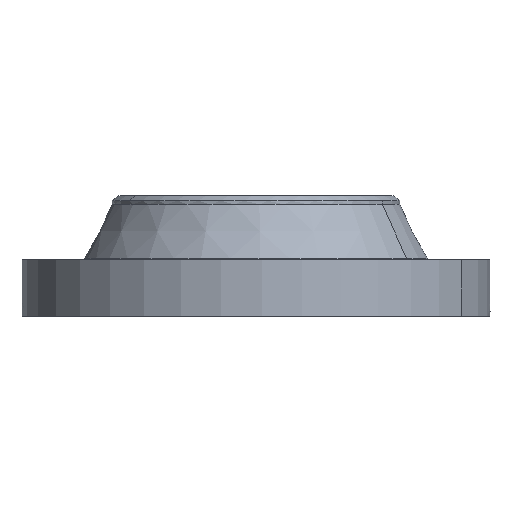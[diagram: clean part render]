
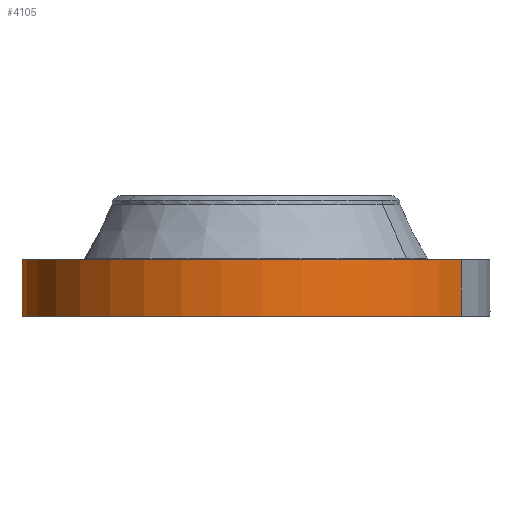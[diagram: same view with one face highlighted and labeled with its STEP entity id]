
A CAD part, left-side view. The second image highlights one B-rep face of the part: STEP entity #4105.
In plain terms, the highlighted cylindrical face has radius 371.475 mm (diameter 742.95 mm), a partial arc.
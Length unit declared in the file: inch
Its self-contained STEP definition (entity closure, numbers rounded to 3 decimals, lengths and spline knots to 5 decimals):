
#2927=AXIS2_PLACEMENT_3D('Circle Axis2P3D',#2925,#2926,$) ;
#3991=AXIS2_PLACEMENT_3D('Cylinder Axis2P3D',#3988,#3989,#3990) ;
#3995=AXIS2_PLACEMENT_3D('Circle Axis2P3D',#3993,#3994,$) ;
#2920=CARTESIAN_POINT('Vertex',(7.0116,12.83464,3.562)) ;
#2922=CARTESIAN_POINT('Vertex',(-7.0116,-12.83464,3.562)) ;
#2925=CARTESIAN_POINT('Axis2P3D Location',(0.,0.,3.562)) ;
#3988=CARTESIAN_POINT('Axis2P3D Location',(0.,0.,3.781)) ;
#3993=CARTESIAN_POINT('Axis2P3D Location',(0.,0.,0.)) ;
#3997=CARTESIAN_POINT('Vertex',(-7.0116,-12.83464,0.)) ;
#3999=CARTESIAN_POINT('Vertex',(7.0116,12.83464,0.)) ;
#4002=CARTESIAN_POINT('Line Origine',(-7.0116,-12.83464,1.781)) ;
#4007=CARTESIAN_POINT('Line Origine',(7.0116,12.83464,1.781)) ;
#4019=CARTESIAN_POINT('Control Point',(-0.00072,14.625,1.10412)) ;
#4020=CARTESIAN_POINT('Control Point',(-0.01902,14.625,1.10408)) ;
#4021=CARTESIAN_POINT('Control Point',(-0.03732,14.62496,1.10262)) ;
#4022=CARTESIAN_POINT('Control Point',(-0.0554,14.6249,1.09976)) ;
#4023=CARTESIAN_POINT('Vertex',(-0.00072,14.625,1.10412)) ;
#4025=CARTESIAN_POINT('Vertex',(-0.05539,14.6249,1.09976)) ;
#4029=CARTESIAN_POINT('Control Point',(-0.05539,14.6249,1.09976)) ;
#4030=CARTESIAN_POINT('Control Point',(-0.09579,14.62474,1.09532)) ;
#4031=CARTESIAN_POINT('Control Point',(-0.13555,14.62442,1.08353)) ;
#4032=CARTESIAN_POINT('Control Point',(-0.17216,14.62399,1.06517)) ;
#4033=CARTESIAN_POINT('Vertex',(-0.17216,14.62399,1.06517)) ;
#4037=CARTESIAN_POINT('Control Point',(-0.03097,14.62497,0.34119)) ;
#4038=CARTESIAN_POINT('Control Point',(-0.0961,14.62483,0.34943)) ;
#4039=CARTESIAN_POINT('Control Point',(-0.15917,14.62433,0.37129)) ;
#4040=CARTESIAN_POINT('Control Point',(-0.21622,14.62353,0.4061)) ;
#4041=CARTESIAN_POINT('Control Point',(-0.28857,14.62222,0.47419)) ;
#4042=CARTESIAN_POINT('Control Point',(-0.33612,14.62115,0.55864)) ;
#4043=CARTESIAN_POINT('Control Point',(-0.34916,14.62084,0.5887)) ;
#4044=CARTESIAN_POINT('Control Point',(-0.37137,14.62029,0.65895)) ;
#4045=CARTESIAN_POINT('Control Point',(-0.37685,14.62014,0.73213)) ;
#4046=CARTESIAN_POINT('Control Point',(-0.37459,14.6202,0.77295)) ;
#4047=CARTESIAN_POINT('Control Point',(-0.3562,14.62068,0.87068)) ;
#4048=CARTESIAN_POINT('Control Point',(-0.3079,14.6218,0.95787)) ;
#4049=CARTESIAN_POINT('Control Point',(-0.26966,14.62261,1.00315)) ;
#4050=CARTESIAN_POINT('Control Point',(-0.22344,14.62338,1.03946)) ;
#4051=CARTESIAN_POINT('Control Point',(-0.17216,14.62399,1.06517)) ;
#4052=CARTESIAN_POINT('Vertex',(-0.03097,14.62497,0.34119)) ;
#4056=CARTESIAN_POINT('Control Point',(-0.03097,14.62497,0.34119)) ;
#4057=CARTESIAN_POINT('Control Point',(-0.02064,14.62499,0.34087)) ;
#4058=CARTESIAN_POINT('Control Point',(-0.01031,14.625,0.34094)) ;
#4059=CARTESIAN_POINT('Control Point',(0.,14.625,0.34137)) ;
#4060=CARTESIAN_POINT('Vertex',(0.,14.625,0.34137)) ;
#4064=CARTESIAN_POINT('Control Point',(0.19266,14.62373,0.39734)) ;
#4065=CARTESIAN_POINT('Control Point',(0.14902,14.62431,0.372)) ;
#4066=CARTESIAN_POINT('Control Point',(0.10112,14.62476,0.35377)) ;
#4067=CARTESIAN_POINT('Control Point',(0.05081,14.625,0.34353)) ;
#4068=CARTESIAN_POINT('Control Point',(0.,14.625,0.34137)) ;
#4069=CARTESIAN_POINT('Vertex',(0.19266,14.62373,0.39734)) ;
#4073=CARTESIAN_POINT('Control Point',(0.19266,14.62373,0.39734)) ;
#4074=CARTESIAN_POINT('Control Point',(0.24952,14.62298,0.43036)) ;
#4075=CARTESIAN_POINT('Control Point',(0.29962,14.62205,0.47469)) ;
#4076=CARTESIAN_POINT('Control Point',(0.33982,14.62109,0.52879)) ;
#4077=CARTESIAN_POINT('Control Point',(0.38411,14.61997,0.62696)) ;
#4078=CARTESIAN_POINT('Control Point',(0.39273,14.61972,0.73224)) ;
#4079=CARTESIAN_POINT('Control Point',(0.39062,14.61978,0.77239)) ;
#4080=CARTESIAN_POINT('Control Point',(0.37649,14.62017,0.84728)) ;
#4081=CARTESIAN_POINT('Control Point',(0.34439,14.62096,0.9157)) ;
#4082=CARTESIAN_POINT('Control Point',(0.32533,14.6214,0.94612)) ;
#4083=CARTESIAN_POINT('Control Point',(0.26358,14.62273,1.0226)) ;
#4084=CARTESIAN_POINT('Control Point',(0.18041,14.62404,1.07561)) ;
#4085=CARTESIAN_POINT('Control Point',(0.12157,14.62469,1.09767)) ;
#4086=CARTESIAN_POINT('Control Point',(0.0603,14.625,1.10711)) ;
#4087=CARTESIAN_POINT('Control Point',(-0.00003,14.625,1.10415)) ;
#4088=CARTESIAN_POINT('Vertex',(-0.00003,14.625,1.10415)) ;
#4092=CARTESIAN_POINT('Control Point',(-0.00072,14.625,1.10412)) ;
#4093=CARTESIAN_POINT('Control Point',(-0.00037,14.625,1.10414)) ;
#4094=CARTESIAN_POINT('Control Point',(-0.00003,14.625,1.10415)) ;
#2926=DIRECTION('Axis2P3D Direction',(0.,0.,-0.039)) ;
#3989=DIRECTION('Axis2P3D Direction',(0.,0.,-0.039)) ;
#3990=DIRECTION('Axis2P3D XDirection',(0.019,0.035,0.)) ;
#3994=DIRECTION('Axis2P3D Direction',(0.,0.,-0.039)) ;
#4003=DIRECTION('Vector Direction',(0.,0.,-0.039)) ;
#4008=DIRECTION('Vector Direction',(0.,0.,-0.039)) ;
#4004=VECTOR('Line Direction',#4003,0.03937) ;
#4009=VECTOR('Line Direction',#4008,0.03937) ;
#4013=ORIENTED_EDGE('',*,*,#4001,.F.) ;
#4014=ORIENTED_EDGE('',*,*,#4006,.T.) ;
#4015=ORIENTED_EDGE('',*,*,#2929,.T.) ;
#4016=ORIENTED_EDGE('',*,*,#4011,.F.) ;
#4097=ORIENTED_EDGE('',*,*,#4027,.T.) ;
#4098=ORIENTED_EDGE('',*,*,#4035,.T.) ;
#4099=ORIENTED_EDGE('',*,*,#4054,.F.) ;
#4100=ORIENTED_EDGE('',*,*,#4062,.T.) ;
#4101=ORIENTED_EDGE('',*,*,#4071,.F.) ;
#4102=ORIENTED_EDGE('',*,*,#4090,.T.) ;
#4103=ORIENTED_EDGE('',*,*,#4095,.F.) ;
#4104=FACE_BOUND('',#4096,.T.) ;
#4105=ADVANCED_FACE('PartBody',(#4017,#4104),#3992,.T.) ;
#4018=B_SPLINE_CURVE_WITH_KNOTS('',3,(#4019,#4020,#4021,#4022),.UNSPECIFIED.,.F.,.U.,(4,4),(34.61656,36.64724),.UNSPECIFIED.) ;
#4028=B_SPLINE_CURVE_WITH_KNOTS('',3,(#4029,#4030,#4031,#4032),.UNSPECIFIED.,.F.,.U.,(4,4),(0.,4.56689),.UNSPECIFIED.) ;
#4036=B_SPLINE_CURVE_WITH_KNOTS('',5,(#4037,#4038,#4039,#4040,#4041,#4042,#4043,#4044,#4045,#4046,#4047,#4048,#4049,#4050,#4051),.UNSPECIFIED.,.F.,.U.,(6,3,3,3,6),(0.,11.40861,17.25127,24.61383,35.27435),.UNSPECIFIED.) ;
#4055=B_SPLINE_CURVE_WITH_KNOTS('',3,(#4056,#4057,#4058,#4059),.UNSPECIFIED.,.F.,.U.,(4,4),(0.,1.07741),.UNSPECIFIED.) ;
#4063=B_SPLINE_CURVE_WITH_KNOTS('',4,(#4064,#4065,#4066,#4067,#4068),.UNSPECIFIED.,.F.,.U.,(5,5),(0.,7.07947),.UNSPECIFIED.) ;
#4072=B_SPLINE_CURVE_WITH_KNOTS('',5,(#4073,#4074,#4075,#4076,#4077,#4078,#4079,#4080,#4081,#4082,#4083,#4084,#4085,#4086,#4087),.UNSPECIFIED.,.F.,.U.,(6,3,3,3,6),(0.,11.52844,18.60147,25.01955,36.29655),.UNSPECIFIED.) ;
#4091=B_SPLINE_CURVE_WITH_KNOTS('',2,(#4092,#4093,#4094),.UNSPECIFIED.,.F.,.U.,(3,3),(1.02316,1.04895),.UNSPECIFIED.) ;
#2928=CIRCLE('generated circle',#2927,14.625) ;
#3996=CIRCLE('generated circle',#3995,14.625) ;
#3992=CYLINDRICAL_SURFACE('generated cylinder',#3991,14.625) ;
#2929=EDGE_CURVE('',#2923,#2921,#2928,.T.) ;
#4001=EDGE_CURVE('',#3998,#4000,#3996,.T.) ;
#4006=EDGE_CURVE('',#3998,#2923,#4005,.F.) ;
#4011=EDGE_CURVE('',#4000,#2921,#4010,.F.) ;
#4027=EDGE_CURVE('',#4024,#4026,#4018,.T.) ;
#4035=EDGE_CURVE('',#4026,#4034,#4028,.T.) ;
#4054=EDGE_CURVE('',#4053,#4034,#4036,.T.) ;
#4062=EDGE_CURVE('',#4053,#4061,#4055,.T.) ;
#4071=EDGE_CURVE('',#4070,#4061,#4063,.T.) ;
#4090=EDGE_CURVE('',#4070,#4089,#4072,.T.) ;
#4095=EDGE_CURVE('',#4024,#4089,#4091,.T.) ;
#4012=EDGE_LOOP('',(#4013,#4014,#4015,#4016)) ;
#4096=EDGE_LOOP('',(#4097,#4098,#4099,#4100,#4101,#4102,#4103)) ;
#4017=FACE_OUTER_BOUND('',#4012,.T.) ;
#4005=LINE('Line',#4002,#4004) ;
#4010=LINE('Line',#4007,#4009) ;
#2921=VERTEX_POINT('',#2920) ;
#2923=VERTEX_POINT('',#2922) ;
#3998=VERTEX_POINT('',#3997) ;
#4000=VERTEX_POINT('',#3999) ;
#4024=VERTEX_POINT('',#4023) ;
#4026=VERTEX_POINT('',#4025) ;
#4034=VERTEX_POINT('',#4033) ;
#4053=VERTEX_POINT('',#4052) ;
#4061=VERTEX_POINT('',#4060) ;
#4070=VERTEX_POINT('',#4069) ;
#4089=VERTEX_POINT('',#4088) ;
